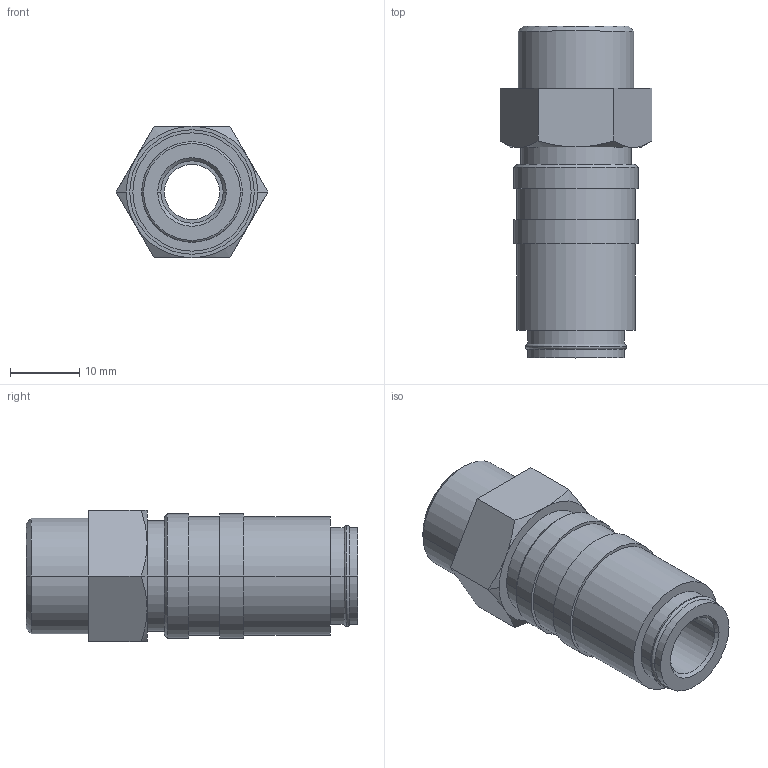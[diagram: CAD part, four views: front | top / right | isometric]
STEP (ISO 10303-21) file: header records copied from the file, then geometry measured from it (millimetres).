
FILE_DESCRIPTION(('STEP AP214'),'1');
FILE_NAME('eshm_38_aab.stp','2020-04-22T06:05:54',('TraceParts'),('TraceParts S.A.'),'Spatial InterOp 3D',' ',' ');
FILE_SCHEMA(('automotive_design'));
Length unit declared in the file: millimetre
Products named in the file (1): 1
Bounding box: 21.94 x 48 x 19 mm (x, y, z)
Volume: 8570.1 mm3; surface area: 4501.3 mm2
Topology: 1 solids, 1 shells, 56 faces, 116 edges, 70 vertices
Faces by surface type: cylinder 20, cone 16, plane 16, torus 4
Entity records: 1966 total; most frequent: CARTESIAN_POINT 291, DIRECTION 280, ORIENTED_EDGE 232, AXIS2_PLACEMENT_3D 119, EDGE_CURVE 116, VERTEX_POINT 70, EDGE_LOOP 66, CIRCLE 62
